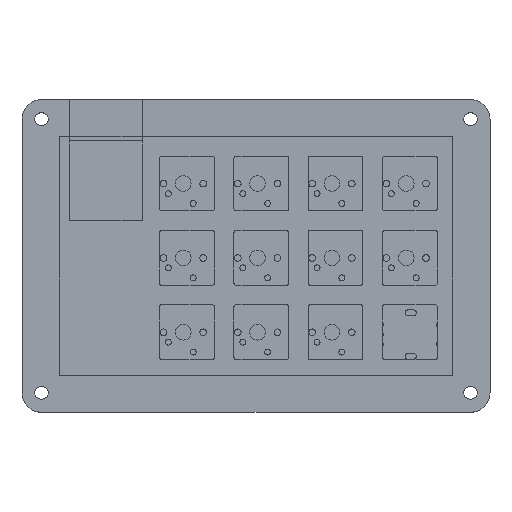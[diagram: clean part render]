
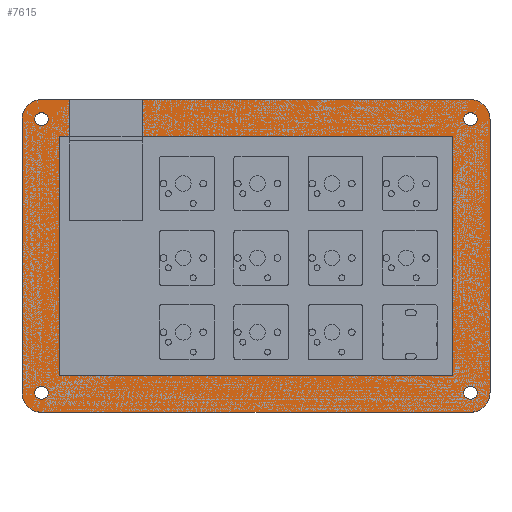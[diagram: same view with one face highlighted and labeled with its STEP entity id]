
A CAD part, top view. The second image highlights one B-rep face of the part: STEP entity #7615.
In plain terms, the highlighted planar face has unit normal (0, 0, 1).
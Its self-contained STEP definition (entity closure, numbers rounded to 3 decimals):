
#307=FACE_BOUND('',#1184,.T.);
#308=FACE_BOUND('',#1185,.T.);
#309=FACE_BOUND('',#1186,.T.);
#310=FACE_BOUND('',#1187,.T.);
#576=PLANE('',#8105);
#735=FACE_OUTER_BOUND('',#1183,.T.);
#1183=EDGE_LOOP('',(#5231,#5232,#5233,#5234,#5235,#5236,#5237,#5238,#5239,
#5240,#5241,#5242,#5243,#5244,#5245,#5246));
#1184=EDGE_LOOP('',(#5247));
#1185=EDGE_LOOP('',(#5248));
#1186=EDGE_LOOP('',(#5249));
#1187=EDGE_LOOP('',(#5250));
#1899=LINE('',#11741,#2369);
#1902=LINE('',#11747,#2372);
#1903=LINE('',#11749,#2373);
#1904=LINE('',#11751,#2374);
#1905=LINE('',#11753,#2375);
#1906=LINE('',#11755,#2376);
#1907=LINE('',#11757,#2377);
#1908=LINE('',#11759,#2378);
#1909=LINE('',#11761,#2379);
#1910=LINE('',#11763,#2380);
#1911=LINE('',#11767,#2381);
#1912=LINE('',#11771,#2382);
#2369=VECTOR('',#9165,10.);
#2372=VECTOR('',#9170,10.);
#2373=VECTOR('',#9171,10.);
#2374=VECTOR('',#9172,10.);
#2375=VECTOR('',#9173,10.);
#2376=VECTOR('',#9174,10.);
#2377=VECTOR('',#9175,10.);
#2378=VECTOR('',#9176,10.);
#2379=VECTOR('',#9177,10.);
#2380=VECTOR('',#9178,10.);
#2381=VECTOR('',#9181,10.);
#2382=VECTOR('',#9184,10.);
#2837=CIRCLE('',#8102,5.);
#2839=CIRCLE('',#8106,5.);
#2840=CIRCLE('',#8107,5.);
#2841=CIRCLE('',#8108,5.);
#2842=CIRCLE('',#8109,1.7);
#2843=CIRCLE('',#8110,1.7);
#2844=CIRCLE('',#8111,1.7);
#2845=CIRCLE('',#8112,1.7);
#3441=VERTEX_POINT('',#11731);
#3442=VERTEX_POINT('',#11732);
#3445=VERTEX_POINT('',#11740);
#3447=VERTEX_POINT('',#11746);
#3448=VERTEX_POINT('',#11748);
#3449=VERTEX_POINT('',#11750);
#3450=VERTEX_POINT('',#11752);
#3451=VERTEX_POINT('',#11754);
#3452=VERTEX_POINT('',#11756);
#3453=VERTEX_POINT('',#11758);
#3454=VERTEX_POINT('',#11760);
#3455=VERTEX_POINT('',#11762);
#3456=VERTEX_POINT('',#11764);
#3457=VERTEX_POINT('',#11766);
#3458=VERTEX_POINT('',#11768);
#3459=VERTEX_POINT('',#11770);
#3460=VERTEX_POINT('',#11773);
#3461=VERTEX_POINT('',#11775);
#3462=VERTEX_POINT('',#11777);
#3463=VERTEX_POINT('',#11779);
#4149=EDGE_CURVE('',#3441,#3442,#2837,.T.);
#4153=EDGE_CURVE('',#3445,#3442,#1899,.T.);
#4156=EDGE_CURVE('',#3441,#3447,#1902,.T.);
#4157=EDGE_CURVE('',#3447,#3448,#1903,.T.);
#4158=EDGE_CURVE('',#3448,#3449,#1904,.T.);
#4159=EDGE_CURVE('',#3449,#3450,#1905,.T.);
#4160=EDGE_CURVE('',#3450,#3451,#1906,.T.);
#4161=EDGE_CURVE('',#3451,#3452,#1907,.T.);
#4162=EDGE_CURVE('',#3452,#3453,#1908,.T.);
#4163=EDGE_CURVE('',#3453,#3454,#1909,.T.);
#4164=EDGE_CURVE('',#3454,#3455,#1910,.T.);
#4165=EDGE_CURVE('',#3456,#3455,#2839,.T.);
#4166=EDGE_CURVE('',#3456,#3457,#1911,.T.);
#4167=EDGE_CURVE('',#3458,#3457,#2840,.T.);
#4168=EDGE_CURVE('',#3458,#3459,#1912,.T.);
#4169=EDGE_CURVE('',#3445,#3459,#2841,.T.);
#4170=EDGE_CURVE('',#3460,#3460,#2842,.T.);
#4171=EDGE_CURVE('',#3461,#3461,#2843,.T.);
#4172=EDGE_CURVE('',#3462,#3462,#2844,.T.);
#4173=EDGE_CURVE('',#3463,#3463,#2845,.T.);
#5231=ORIENTED_EDGE('',*,*,#4149,.F.);
#5232=ORIENTED_EDGE('',*,*,#4156,.T.);
#5233=ORIENTED_EDGE('',*,*,#4157,.T.);
#5234=ORIENTED_EDGE('',*,*,#4158,.T.);
#5235=ORIENTED_EDGE('',*,*,#4159,.T.);
#5236=ORIENTED_EDGE('',*,*,#4160,.T.);
#5237=ORIENTED_EDGE('',*,*,#4161,.T.);
#5238=ORIENTED_EDGE('',*,*,#4162,.T.);
#5239=ORIENTED_EDGE('',*,*,#4163,.T.);
#5240=ORIENTED_EDGE('',*,*,#4164,.T.);
#5241=ORIENTED_EDGE('',*,*,#4165,.F.);
#5242=ORIENTED_EDGE('',*,*,#4166,.T.);
#5243=ORIENTED_EDGE('',*,*,#4167,.F.);
#5244=ORIENTED_EDGE('',*,*,#4168,.T.);
#5245=ORIENTED_EDGE('',*,*,#4169,.F.);
#5246=ORIENTED_EDGE('',*,*,#4153,.T.);
#5247=ORIENTED_EDGE('',*,*,#4170,.T.);
#5248=ORIENTED_EDGE('',*,*,#4171,.T.);
#5249=ORIENTED_EDGE('',*,*,#4172,.T.);
#5250=ORIENTED_EDGE('',*,*,#4173,.T.);
#7615=ADVANCED_FACE('',(#735,#307,#308,#309,#310),#576,.T.);
#8102=AXIS2_PLACEMENT_3D('',#11733,#9157,#9158);
#8105=AXIS2_PLACEMENT_3D('',#11745,#9168,#9169);
#8106=AXIS2_PLACEMENT_3D('',#11765,#9179,#9180);
#8107=AXIS2_PLACEMENT_3D('',#11769,#9182,#9183);
#8108=AXIS2_PLACEMENT_3D('',#11772,#9185,#9186);
#8109=AXIS2_PLACEMENT_3D('',#11774,#9187,#9188);
#8110=AXIS2_PLACEMENT_3D('',#11776,#9189,#9190);
#8111=AXIS2_PLACEMENT_3D('',#11778,#9191,#9192);
#8112=AXIS2_PLACEMENT_3D('',#11780,#9193,#9194);
#9157=DIRECTION('center_axis',(0.,0.,-1.));
#9158=DIRECTION('ref_axis',(0.707,0.707,0.));
#9165=DIRECTION('',(0.,1.,0.));
#9168=DIRECTION('center_axis',(0.,0.,1.));
#9169=DIRECTION('ref_axis',(1.,0.,0.));
#9170=DIRECTION('',(-1.,0.,0.));
#9171=DIRECTION('',(0.,-1.,0.));
#9172=DIRECTION('',(1.,0.,0.));
#9173=DIRECTION('',(0.,-1.,0.));
#9174=DIRECTION('',(-1.,0.,0.));
#9175=DIRECTION('',(0.,1.,0.));
#9176=DIRECTION('',(1.,0.,0.));
#9177=DIRECTION('',(0.,1.,0.));
#9178=DIRECTION('',(-1.,0.,0.));
#9179=DIRECTION('center_axis',(0.,0.,-1.));
#9180=DIRECTION('ref_axis',(-0.707,0.707,0.));
#9181=DIRECTION('',(0.,-1.,0.));
#9182=DIRECTION('center_axis',(0.,0.,-1.));
#9183=DIRECTION('ref_axis',(-0.707,-0.707,0.));
#9184=DIRECTION('',(1.,0.,0.));
#9185=DIRECTION('center_axis',(0.,0.,-1.));
#9186=DIRECTION('ref_axis',(0.707,-0.707,0.));
#9187=DIRECTION('center_axis',(0.,0.,-1.));
#9188=DIRECTION('ref_axis',(1.,0.,0.));
#9189=DIRECTION('center_axis',(0.,0.,-1.));
#9190=DIRECTION('ref_axis',(1.,0.,0.));
#9191=DIRECTION('center_axis',(0.,0.,-1.));
#9192=DIRECTION('ref_axis',(1.,0.,0.));
#9193=DIRECTION('center_axis',(0.,0.,-1.));
#9194=DIRECTION('ref_axis',(1.,0.,0.));
#11731=CARTESIAN_POINT('',(47.73,40.727,13.));
#11732=CARTESIAN_POINT('',(52.73,35.727,13.));
#11733=CARTESIAN_POINT('Origin',(47.73,35.727,13.));
#11740=CARTESIAN_POINT('',(52.73,-34.399,13.));
#11741=CARTESIAN_POINT('',(52.73,40.727,13.));
#11745=CARTESIAN_POINT('Origin',(47.73,35.727,13.));
#11746=CARTESIAN_POINT('',(-36.461,40.727,13.));
#11747=CARTESIAN_POINT('',(-67.233,40.727,13.));
#11748=CARTESIAN_POINT('',(-36.461,31.227,13.));
#11749=CARTESIAN_POINT('',(-36.461,38.227,13.));
#11750=CARTESIAN_POINT('',(43.23,31.227,13.));
#11751=CARTESIAN_POINT('',(-57.733,31.227,13.));
#11752=CARTESIAN_POINT('',(43.23,-29.899,13.));
#11753=CARTESIAN_POINT('',(43.23,31.227,13.));
#11754=CARTESIAN_POINT('',(-57.733,-29.899,13.));
#11755=CARTESIAN_POINT('',(43.23,-29.899,13.));
#11756=CARTESIAN_POINT('',(-57.733,31.227,13.));
#11757=CARTESIAN_POINT('',(-57.733,-29.899,13.));
#11758=CARTESIAN_POINT('',(-54.961,31.227,13.));
#11759=CARTESIAN_POINT('',(-57.733,31.227,13.));
#11760=CARTESIAN_POINT('',(-54.961,40.727,13.));
#11761=CARTESIAN_POINT('',(-54.961,33.477,13.));
#11762=CARTESIAN_POINT('',(-62.233,40.727,13.));
#11763=CARTESIAN_POINT('',(-67.233,40.727,13.));
#11764=CARTESIAN_POINT('',(-67.233,35.727,13.));
#11765=CARTESIAN_POINT('Origin',(-62.233,35.727,13.));
#11766=CARTESIAN_POINT('',(-67.233,-34.399,13.));
#11767=CARTESIAN_POINT('',(-67.233,-39.399,13.));
#11768=CARTESIAN_POINT('',(-62.233,-39.399,13.));
#11769=CARTESIAN_POINT('Origin',(-62.233,-34.399,13.));
#11770=CARTESIAN_POINT('',(47.73,-39.399,13.));
#11771=CARTESIAN_POINT('',(52.73,-39.399,13.));
#11772=CARTESIAN_POINT('Origin',(47.73,-34.399,13.));
#11773=CARTESIAN_POINT('',(46.03,35.727,13.));
#11774=CARTESIAN_POINT('Origin',(47.73,35.727,13.));
#11775=CARTESIAN_POINT('',(-63.933,-34.399,13.));
#11776=CARTESIAN_POINT('Origin',(-62.233,-34.399,13.));
#11777=CARTESIAN_POINT('',(-63.933,35.727,13.));
#11778=CARTESIAN_POINT('Origin',(-62.233,35.727,13.));
#11779=CARTESIAN_POINT('',(46.03,-34.399,13.));
#11780=CARTESIAN_POINT('Origin',(47.73,-34.399,13.));
